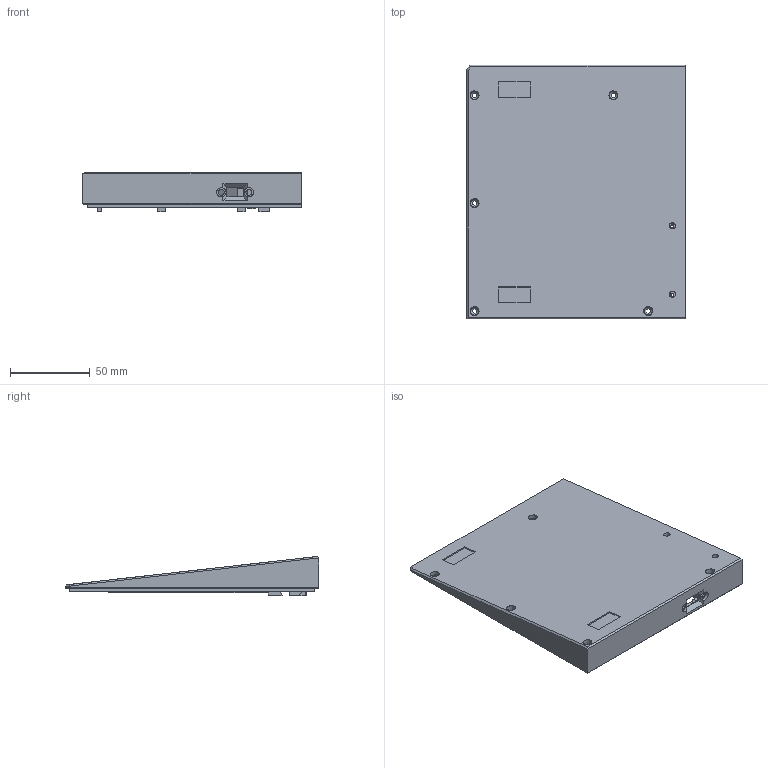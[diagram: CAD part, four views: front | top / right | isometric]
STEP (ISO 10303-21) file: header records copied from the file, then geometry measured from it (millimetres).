
FILE_DESCRIPTION(/* description */ (''),/* implementation_level */ '2;1');
FILE_NAME(/* name */ 'LeftBottomV1.stp',/* time_stamp */ '2022-11-03T13:09:46+00:00',/* author */ ('benka'),/* organization */ (''),/* preprocessor_version */ 'ST-DEVELOPER v18.1',/* originating_system */ 'Autodesk Inventor 2022',/* authorisation */ '');
FILE_SCHEMA (('CONFIG_CONTROL_DESIGN'));
Length unit declared in the file: millimetre
Products named in the file (1): BottomStep
Bounding box: 137.32 x 159.53 x 24.53 mm (x, y, z)
Volume: 107210 mm3; surface area: 66073.5 mm2
Topology: 3 solids, 3 shells, 210 faces, 534 edges, 351 vertices
Faces by surface type: plane 165, cylinder 36, cone 5, bspline 2, torus 2
Full cylindrical faces by diameter (mm): 2 x5, 2.9 x5, 3.7 x2, 4 x2, 4.5 x1, 5.6 x5, 5.9 x2
Entity records: 6657 total; most frequent: CARTESIAN_POINT 1207, ORIENTED_EDGE 1068, DIRECTION 1041, EDGE_CURVE 534, LINE 431, VECTOR 431, VERTEX_POINT 351, AXIS2_PLACEMENT_3D 305
